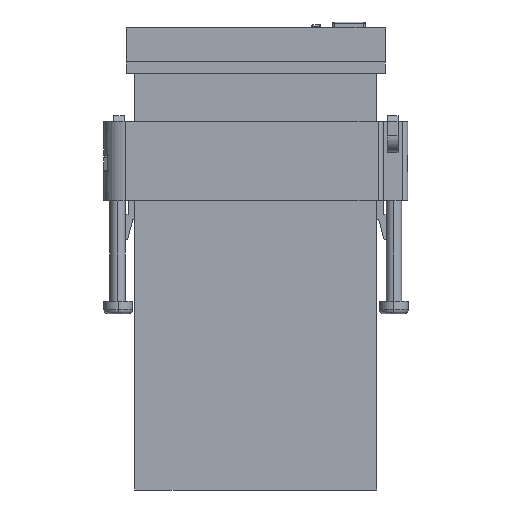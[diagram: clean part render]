
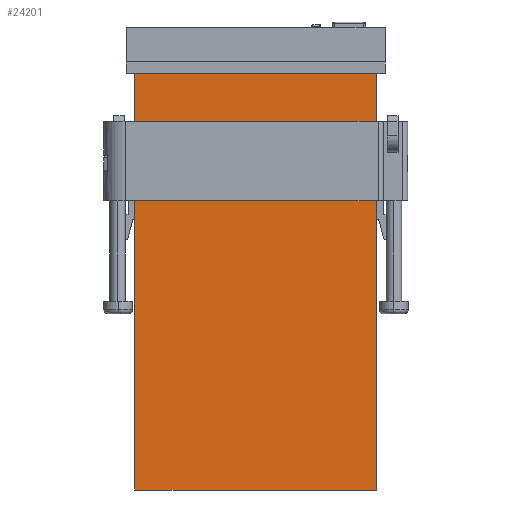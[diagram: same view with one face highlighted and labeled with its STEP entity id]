
A CAD part, left-side view. The second image highlights one B-rep face of the part: STEP entity #24201.
In plain terms, the highlighted planar face has unit normal (-1, 0, 0).
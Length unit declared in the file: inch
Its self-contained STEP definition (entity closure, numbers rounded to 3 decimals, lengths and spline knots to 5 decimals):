
#566 = DIRECTION ( 'NONE',  ( 0., 1., 0. ) ) ;
#853 = EDGE_CURVE ( 'NONE', #46000, #38067, #19859, .T. ) ;
#2406 = EDGE_CURVE ( 'NONE', #51169, #38067, #20275, .T. ) ;
#2830 = CARTESIAN_POINT ( 'NONE',  ( 0.42732, 3.0021, 0.6646 ) ) ;
#8652 = ORIENTED_EDGE ( 'NONE', *, *, #33581, .F. ) ;
#12543 = ORIENTED_EDGE ( 'NONE', *, *, #2406, .T. ) ;
#13328 = EDGE_LOOP ( 'NONE', ( #12543, #46106, #8652, #38084 ) ) ;
#13818 = VECTOR ( 'NONE', #15271, 39.37008 ) ;
#15271 = DIRECTION ( 'NONE',  ( 0., 0., 1. ) ) ;
#19438 = CARTESIAN_POINT ( 'NONE',  ( 0.42732, 1.23832, 0.6646 ) ) ;
#19859 = LINE ( 'NONE', #52208, #23721 ) ;
#20275 = LINE ( 'NONE', #30570, #13818 ) ;
#21467 = VECTOR ( 'NONE', #26738, 39.37008 ) ;
#23298 = VERTEX_POINT ( 'NONE', #37474 ) ;
#23649 = DIRECTION ( 'NONE',  ( 0., -1., 0. ) ) ;
#23721 = VECTOR ( 'NONE', #23649, 39.37008 ) ;
#24201 = ADVANCED_FACE ( 'NONE', ( #45626 ), #41378, .F. ) ;
#24970 = DIRECTION ( 'NONE',  ( 1., 0., 0. ) ) ;
#26738 = DIRECTION ( 'NONE',  ( 0., 1., 0. ) ) ;
#29032 = CARTESIAN_POINT ( 'NONE',  ( 0.42732, 1.23832, 3.70319 ) ) ;
#30570 = CARTESIAN_POINT ( 'NONE',  ( 0.42732, 1.23832, 0.6646 ) ) ;
#33581 = EDGE_CURVE ( 'NONE', #23298, #46000, #49728, .T. ) ;
#34440 = EDGE_CURVE ( 'NONE', #51169, #23298, #45032, .T. ) ;
#36952 = CARTESIAN_POINT ( 'NONE',  ( 0.42732, 3.0021, 0.6646 ) ) ;
#37474 = CARTESIAN_POINT ( 'NONE',  ( 0.42732, 3.0021, 0.6646 ) ) ;
#38067 = VERTEX_POINT ( 'NONE', #29032 ) ;
#38084 = ORIENTED_EDGE ( 'NONE', *, *, #34440, .F. ) ;
#41378 = PLANE ( 'NONE',  #50779 ) ;
#42947 = DIRECTION ( 'NONE',  ( 0., 0., 1. ) ) ;
#42996 = CARTESIAN_POINT ( 'NONE',  ( 0.42732, 3.0021, 3.70319 ) ) ;
#43132 = CARTESIAN_POINT ( 'NONE',  ( 0.42732, 3.0021, 0.6646 ) ) ;
#45032 = LINE ( 'NONE', #43132, #21467 ) ;
#45626 = FACE_OUTER_BOUND ( 'NONE', #13328, .T. ) ;
#46000 = VERTEX_POINT ( 'NONE', #42996 ) ;
#46106 = ORIENTED_EDGE ( 'NONE', *, *, #853, .F. ) ;
#48445 = VECTOR ( 'NONE', #42947, 39.37008 ) ;
#49728 = LINE ( 'NONE', #2830, #48445 ) ;
#50779 = AXIS2_PLACEMENT_3D ( 'NONE', #36952, #24970, #566 ) ;
#51169 = VERTEX_POINT ( 'NONE', #19438 ) ;
#52208 = CARTESIAN_POINT ( 'NONE',  ( 0.42732, 3.0021, 3.70319 ) ) ;
